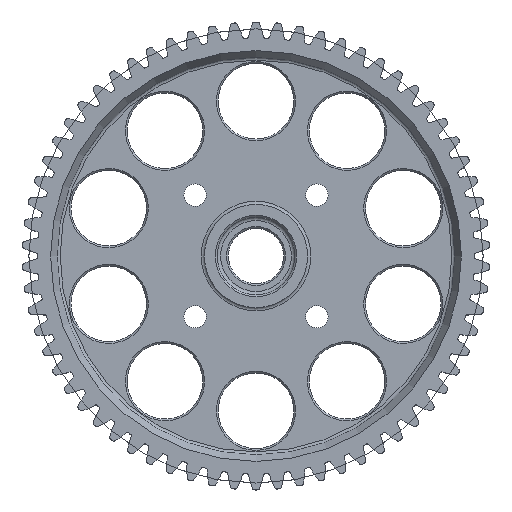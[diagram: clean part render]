
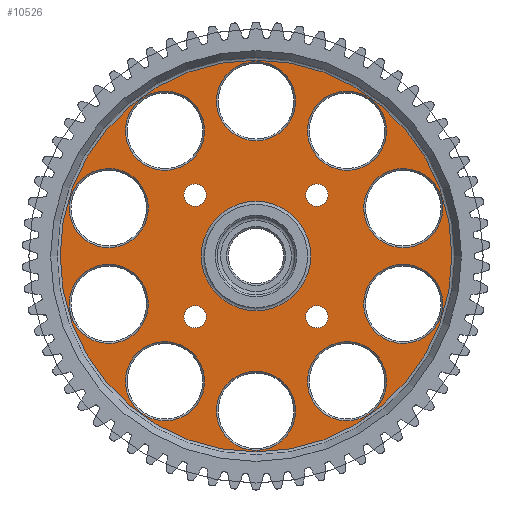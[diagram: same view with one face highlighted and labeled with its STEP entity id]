
A CAD part, top view. The second image highlights one B-rep face of the part: STEP entity #10526.
In plain terms, the highlighted planar face has unit normal (0, 0, 1).
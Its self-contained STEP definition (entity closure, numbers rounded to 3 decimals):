
#42=FACE_BOUND('',#1222,.T.);
#43=FACE_BOUND('',#1223,.T.);
#44=FACE_BOUND('',#1224,.T.);
#45=FACE_BOUND('',#1225,.T.);
#46=FACE_BOUND('',#1226,.T.);
#47=FACE_BOUND('',#1227,.T.);
#48=FACE_BOUND('',#1228,.T.);
#49=FACE_BOUND('',#1229,.T.);
#50=FACE_BOUND('',#1230,.T.);
#51=FACE_BOUND('',#1231,.T.);
#52=FACE_BOUND('',#1232,.T.);
#53=FACE_BOUND('',#1233,.T.);
#54=FACE_BOUND('',#1234,.T.);
#55=FACE_BOUND('',#1235,.T.);
#56=FACE_BOUND('',#1236,.T.);
#64=PLANE('',#11172);
#621=FACE_OUTER_BOUND('',#1221,.T.);
#1221=EDGE_LOOP('',(#7076));
#1222=EDGE_LOOP('',(#7077));
#1223=EDGE_LOOP('',(#7078));
#1224=EDGE_LOOP('',(#7079));
#1225=EDGE_LOOP('',(#7080));
#1226=EDGE_LOOP('',(#7081));
#1227=EDGE_LOOP('',(#7082));
#1228=EDGE_LOOP('',(#7083));
#1229=EDGE_LOOP('',(#7084));
#1230=EDGE_LOOP('',(#7085));
#1231=EDGE_LOOP('',(#7086));
#1232=EDGE_LOOP('',(#7087));
#1233=EDGE_LOOP('',(#7088));
#1234=EDGE_LOOP('',(#7089));
#1235=EDGE_LOOP('',(#7090));
#1236=EDGE_LOOP('',(#7091));
#3001=CIRCLE('',#11171,5.75);
#3002=CIRCLE('',#11173,28.461);
#3003=CIRCLE('',#11174,5.75);
#3004=CIRCLE('',#11175,5.75);
#3005=CIRCLE('',#11176,5.75);
#3006=CIRCLE('',#11177,5.75);
#3007=CIRCLE('',#11178,5.75);
#3008=CIRCLE('',#11179,7.958);
#3009=CIRCLE('',#11180,1.625);
#3010=CIRCLE('',#11181,1.625);
#3011=CIRCLE('',#11182,1.625);
#3012=CIRCLE('',#11183,1.625);
#3013=CIRCLE('',#11184,5.75);
#3014=CIRCLE('',#11185,5.75);
#3015=CIRCLE('',#11186,5.75);
#3016=CIRCLE('',#11187,5.75);
#4160=VERTEX_POINT('',#17030);
#4161=VERTEX_POINT('',#17034);
#4162=VERTEX_POINT('',#17036);
#4163=VERTEX_POINT('',#17038);
#4164=VERTEX_POINT('',#17040);
#4165=VERTEX_POINT('',#17042);
#4166=VERTEX_POINT('',#17044);
#4167=VERTEX_POINT('',#17046);
#4168=VERTEX_POINT('',#17048);
#4169=VERTEX_POINT('',#17050);
#4170=VERTEX_POINT('',#17052);
#4171=VERTEX_POINT('',#17054);
#4172=VERTEX_POINT('',#17056);
#4173=VERTEX_POINT('',#17058);
#4174=VERTEX_POINT('',#17060);
#4175=VERTEX_POINT('',#17062);
#5320=EDGE_CURVE('',#4160,#4160,#3001,.T.);
#5322=EDGE_CURVE('',#4161,#4161,#3002,.T.);
#5323=EDGE_CURVE('',#4162,#4162,#3003,.T.);
#5324=EDGE_CURVE('',#4163,#4163,#3004,.T.);
#5325=EDGE_CURVE('',#4164,#4164,#3005,.T.);
#5326=EDGE_CURVE('',#4165,#4165,#3006,.T.);
#5327=EDGE_CURVE('',#4166,#4166,#3007,.T.);
#5328=EDGE_CURVE('',#4167,#4167,#3008,.T.);
#5329=EDGE_CURVE('',#4168,#4168,#3009,.T.);
#5330=EDGE_CURVE('',#4169,#4169,#3010,.T.);
#5331=EDGE_CURVE('',#4170,#4170,#3011,.T.);
#5332=EDGE_CURVE('',#4171,#4171,#3012,.T.);
#5333=EDGE_CURVE('',#4172,#4172,#3013,.T.);
#5334=EDGE_CURVE('',#4173,#4173,#3014,.T.);
#5335=EDGE_CURVE('',#4174,#4174,#3015,.T.);
#5336=EDGE_CURVE('',#4175,#4175,#3016,.T.);
#7076=ORIENTED_EDGE('',*,*,#5322,.F.);
#7077=ORIENTED_EDGE('',*,*,#5323,.F.);
#7078=ORIENTED_EDGE('',*,*,#5324,.F.);
#7079=ORIENTED_EDGE('',*,*,#5325,.F.);
#7080=ORIENTED_EDGE('',*,*,#5326,.F.);
#7081=ORIENTED_EDGE('',*,*,#5327,.F.);
#7082=ORIENTED_EDGE('',*,*,#5328,.F.);
#7083=ORIENTED_EDGE('',*,*,#5329,.T.);
#7084=ORIENTED_EDGE('',*,*,#5330,.T.);
#7085=ORIENTED_EDGE('',*,*,#5331,.T.);
#7086=ORIENTED_EDGE('',*,*,#5332,.T.);
#7087=ORIENTED_EDGE('',*,*,#5333,.F.);
#7088=ORIENTED_EDGE('',*,*,#5334,.F.);
#7089=ORIENTED_EDGE('',*,*,#5335,.F.);
#7090=ORIENTED_EDGE('',*,*,#5336,.F.);
#7091=ORIENTED_EDGE('',*,*,#5320,.F.);
#10526=ADVANCED_FACE('',(#621,#42,#43,#44,#45,#46,#47,#48,#49,#50,#51,#52,
#53,#54,#55,#56),#64,.T.);
#11171=AXIS2_PLACEMENT_3D('',#17031,#12973,#12974);
#11172=AXIS2_PLACEMENT_3D('',#17033,#12976,#12977);
#11173=AXIS2_PLACEMENT_3D('',#17035,#12978,#12979);
#11174=AXIS2_PLACEMENT_3D('',#17037,#12980,#12981);
#11175=AXIS2_PLACEMENT_3D('',#17039,#12982,#12983);
#11176=AXIS2_PLACEMENT_3D('',#17041,#12984,#12985);
#11177=AXIS2_PLACEMENT_3D('',#17043,#12986,#12987);
#11178=AXIS2_PLACEMENT_3D('',#17045,#12988,#12989);
#11179=AXIS2_PLACEMENT_3D('',#17047,#12990,#12991);
#11180=AXIS2_PLACEMENT_3D('',#17049,#12992,#12993);
#11181=AXIS2_PLACEMENT_3D('',#17051,#12994,#12995);
#11182=AXIS2_PLACEMENT_3D('',#17053,#12996,#12997);
#11183=AXIS2_PLACEMENT_3D('',#17055,#12998,#12999);
#11184=AXIS2_PLACEMENT_3D('',#17057,#13000,#13001);
#11185=AXIS2_PLACEMENT_3D('',#17059,#13002,#13003);
#11186=AXIS2_PLACEMENT_3D('',#17061,#13004,#13005);
#11187=AXIS2_PLACEMENT_3D('',#17063,#13006,#13007);
#12973=DIRECTION('center_axis',(0.,0.,1.));
#12974=DIRECTION('ref_axis',(-0.309,0.951,0.));
#12976=DIRECTION('center_axis',(0.,0.,1.));
#12977=DIRECTION('ref_axis',(1.,0.,0.));
#12978=DIRECTION('center_axis',(0.,0.,-1.));
#12979=DIRECTION('ref_axis',(-1.,0.,0.));
#12980=DIRECTION('center_axis',(0.,0.,1.));
#12981=DIRECTION('ref_axis',(0.309,0.951,0.));
#12982=DIRECTION('center_axis',(0.,0.,1.));
#12983=DIRECTION('ref_axis',(1.,0.,0.));
#12984=DIRECTION('center_axis',(0.,0.,1.));
#12985=DIRECTION('ref_axis',(0.309,-0.951,0.));
#12986=DIRECTION('center_axis',(0.,0.,1.));
#12987=DIRECTION('ref_axis',(-0.809,-0.588,0.));
#12988=DIRECTION('center_axis',(0.,0.,1.));
#12989=DIRECTION('ref_axis',(-0.809,0.588,0.));
#12990=DIRECTION('center_axis',(0.,0.,1.));
#12991=DIRECTION('ref_axis',(1.,0.,0.));
#12992=DIRECTION('center_axis',(0.,0.,-1.));
#12993=DIRECTION('ref_axis',(-1.,0.,0.));
#12994=DIRECTION('center_axis',(0.,0.,-1.));
#12995=DIRECTION('ref_axis',(-1.,0.,0.));
#12996=DIRECTION('center_axis',(0.,0.,-1.));
#12997=DIRECTION('ref_axis',(-1.,0.,0.));
#12998=DIRECTION('center_axis',(0.,0.,-1.));
#12999=DIRECTION('ref_axis',(-1.,0.,0.));
#13000=DIRECTION('center_axis',(0.,0.,1.));
#13001=DIRECTION('ref_axis',(-1.,0.,0.));
#13002=DIRECTION('center_axis',(0.,0.,1.));
#13003=DIRECTION('ref_axis',(-0.309,-0.951,0.));
#13004=DIRECTION('center_axis',(0.,0.,1.));
#13005=DIRECTION('ref_axis',(0.809,-0.588,0.));
#13006=DIRECTION('center_axis',(0.,0.,1.));
#13007=DIRECTION('ref_axis',(0.809,0.588,0.));
#17030=CARTESIAN_POINT('',(23.176,1.484,3.1));
#17031=CARTESIAN_POINT('Origin',(21.399,6.953,3.1));
#17033=CARTESIAN_POINT('Origin',(0.,0.,3.1));
#17034=CARTESIAN_POINT('',(28.461,0.,3.1));
#17035=CARTESIAN_POINT('Origin',(0.,0.,3.1));
#17036=CARTESIAN_POINT('',(19.622,-12.421,3.1));
#17037=CARTESIAN_POINT('Origin',(21.399,-6.953,3.1));
#17038=CARTESIAN_POINT('',(-5.75,-22.5,3.1));
#17039=CARTESIAN_POINT('Origin',(0.,-22.5,3.1));
#17040=CARTESIAN_POINT('',(-23.176,-1.484,3.1));
#17041=CARTESIAN_POINT('Origin',(-21.399,-6.953,3.1));
#17042=CARTESIAN_POINT('',(-8.573,21.583,3.1));
#17043=CARTESIAN_POINT('Origin',(-13.225,18.203,3.1));
#17044=CARTESIAN_POINT('',(17.877,14.823,3.1));
#17045=CARTESIAN_POINT('Origin',(13.225,18.203,3.1));
#17046=CARTESIAN_POINT('',(-7.958,0.,3.1));
#17047=CARTESIAN_POINT('Origin',(0.,0.,3.1));
#17048=CARTESIAN_POINT('',(-7.214,-8.839,3.1));
#17049=CARTESIAN_POINT('Origin',(-8.839,-8.839,3.1));
#17050=CARTESIAN_POINT('',(10.464,8.839,3.1));
#17051=CARTESIAN_POINT('Origin',(8.839,8.839,3.1));
#17052=CARTESIAN_POINT('',(-7.214,8.839,3.1));
#17053=CARTESIAN_POINT('Origin',(-8.839,8.839,3.1));
#17054=CARTESIAN_POINT('',(10.464,-8.839,3.1));
#17055=CARTESIAN_POINT('Origin',(8.839,-8.839,3.1));
#17056=CARTESIAN_POINT('',(5.75,22.5,3.1));
#17057=CARTESIAN_POINT('Origin',(0.,22.5,3.1));
#17058=CARTESIAN_POINT('',(-19.622,12.421,3.1));
#17059=CARTESIAN_POINT('Origin',(-21.399,6.953,3.1));
#17060=CARTESIAN_POINT('',(-17.877,-14.823,3.1));
#17061=CARTESIAN_POINT('Origin',(-13.225,-18.203,3.1));
#17062=CARTESIAN_POINT('',(8.573,-21.583,3.1));
#17063=CARTESIAN_POINT('Origin',(13.225,-18.203,3.1));
